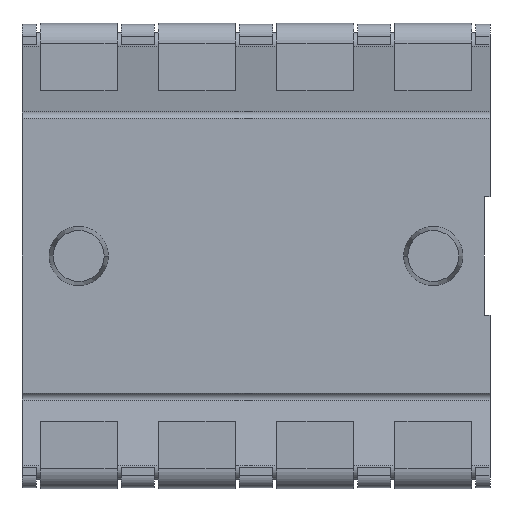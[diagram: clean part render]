
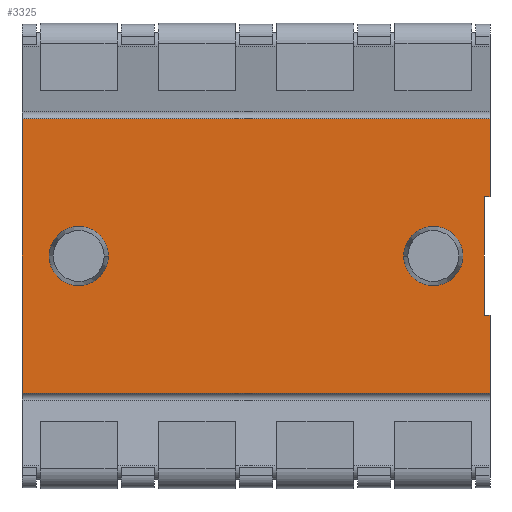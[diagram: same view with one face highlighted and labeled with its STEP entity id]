
A CAD part, front view. The second image highlights one B-rep face of the part: STEP entity #3325.
In plain terms, the highlighted planar face has unit normal (0, -1, 0).
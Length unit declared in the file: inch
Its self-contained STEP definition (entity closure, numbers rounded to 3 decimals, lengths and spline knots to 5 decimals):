
#2=DIRECTION('',(1.,0.,0.));
#3=VECTOR('',#2,0.005);
#4=CARTESIAN_POINT('',(0.193,-0.043,-0.05));
#5=LINE('',#4,#3);
#6=DIRECTION('',(-1.,0.,0.));
#7=VECTOR('',#6,0.396);
#8=CARTESIAN_POINT('',(0.198,-0.043,-0.116));
#9=LINE('',#8,#7);
#10=DIRECTION('',(0.,0.,1.));
#11=VECTOR('',#10,0.232);
#12=CARTESIAN_POINT('',(-0.198,-0.043,-0.116));
#13=LINE('',#12,#11);
#14=DIRECTION('',(0.,0.,-1.));
#15=VECTOR('',#14,0.1);
#16=CARTESIAN_POINT('',(0.193,-0.043,0.05));
#17=LINE('',#16,#15);
#18=CARTESIAN_POINT('',(-0.15,-0.043,0.));
#19=DIRECTION('',(0.,-1.,0.));
#20=DIRECTION('',(-1.,0.,0.));
#21=AXIS2_PLACEMENT_3D('',#18,#19,#20);
#23=CARTESIAN_POINT('',(-0.15,-0.043,0.));
#24=DIRECTION('',(0.,-1.,0.));
#25=DIRECTION('',(1.,0.,0.));
#26=AXIS2_PLACEMENT_3D('',#23,#24,#25);
#28=CARTESIAN_POINT('',(0.15,-0.043,0.));
#29=DIRECTION('',(0.,-1.,0.));
#30=DIRECTION('',(-1.,0.,0.));
#31=AXIS2_PLACEMENT_3D('',#28,#29,#30);
#33=CARTESIAN_POINT('',(0.15,-0.043,0.));
#34=DIRECTION('',(0.,-1.,0.));
#35=DIRECTION('',(1.,0.,0.));
#36=AXIS2_PLACEMENT_3D('',#33,#34,#35);
#58=DIRECTION('',(1.,0.,0.));
#59=VECTOR('',#58,0.005);
#60=CARTESIAN_POINT('',(0.193,-0.043,0.05));
#61=LINE('',#60,#59);
#66=DIRECTION('',(0.,0.,1.));
#67=VECTOR('',#66,0.066);
#68=CARTESIAN_POINT('',(0.198,-0.043,0.05));
#69=LINE('',#68,#67);
#102=DIRECTION('',(-1.,0.,0.));
#103=VECTOR('',#102,0.396);
#104=CARTESIAN_POINT('',(0.198,-0.043,0.116));
#105=LINE('',#104,#103);
#214=DIRECTION('',(0.,0.,1.));
#215=VECTOR('',#214,0.066);
#216=CARTESIAN_POINT('',(0.198,-0.043,-0.116));
#217=LINE('',#216,#215);
#2578=CARTESIAN_POINT('',(0.193,-0.043,-0.05));
#2579=CARTESIAN_POINT('',(0.198,-0.043,-0.05));
#2580=VERTEX_POINT('',#2578);
#2581=VERTEX_POINT('',#2579);
#2582=CARTESIAN_POINT('',(0.198,-0.043,-0.116));
#2583=VERTEX_POINT('',#2582);
#2584=CARTESIAN_POINT('',(-0.198,-0.043,-0.116));
#2585=VERTEX_POINT('',#2584);
#2586=CARTESIAN_POINT('',(-0.198,-0.043,0.116));
#2587=VERTEX_POINT('',#2586);
#2588=CARTESIAN_POINT('',(0.198,-0.043,0.116));
#2589=VERTEX_POINT('',#2588);
#2590=CARTESIAN_POINT('',(0.198,-0.043,0.05));
#2591=VERTEX_POINT('',#2590);
#2592=CARTESIAN_POINT('',(0.193,-0.043,0.05));
#2593=VERTEX_POINT('',#2592);
#2594=CARTESIAN_POINT('',(-0.175,-0.043,0.));
#2595=CARTESIAN_POINT('',(-0.125,-0.043,0.));
#2596=VERTEX_POINT('',#2594);
#2597=VERTEX_POINT('',#2595);
#2598=CARTESIAN_POINT('',(0.125,-0.043,0.));
#2599=CARTESIAN_POINT('',(0.175,-0.043,0.));
#2600=VERTEX_POINT('',#2598);
#2601=VERTEX_POINT('',#2599);
#3290=CARTESIAN_POINT('',(0.,-0.043,0.));
#3291=DIRECTION('',(0.,1.,0.));
#3292=DIRECTION('',(0.,0.,-1.));
#3293=AXIS2_PLACEMENT_3D('',#3290,#3291,#3292);
#3294=PLANE('',#3293);
#3296=ORIENTED_EDGE('',*,*,#3295,.T.);
#3298=ORIENTED_EDGE('',*,*,#3297,.F.);
#3300=ORIENTED_EDGE('',*,*,#3299,.T.);
#3302=ORIENTED_EDGE('',*,*,#3301,.T.);
#3304=ORIENTED_EDGE('',*,*,#3303,.F.);
#3306=ORIENTED_EDGE('',*,*,#3305,.F.);
#3308=ORIENTED_EDGE('',*,*,#3307,.F.);
#3310=ORIENTED_EDGE('',*,*,#3309,.T.);
#3311=EDGE_LOOP('',(#3296,#3298,#3300,#3302,#3304,#3306,#3308,#3310));
#3312=FACE_OUTER_BOUND('',#3311,.F.);
#3314=ORIENTED_EDGE('',*,*,#3313,.T.);
#3316=ORIENTED_EDGE('',*,*,#3315,.T.);
#3317=EDGE_LOOP('',(#3314,#3316));
#3318=FACE_BOUND('',#3317,.F.);
#3320=ORIENTED_EDGE('',*,*,#3319,.T.);
#3322=ORIENTED_EDGE('',*,*,#3321,.T.);
#3323=EDGE_LOOP('',(#3320,#3322));
#3324=FACE_BOUND('',#3323,.F.);
#3325=ADVANCED_FACE('',(#3312,#3318,#3324),#3294,.F.);
#22=CIRCLE('',#21,0.025);
#27=CIRCLE('',#26,0.025);
#32=CIRCLE('',#31,0.025);
#37=CIRCLE('',#36,0.025);
#3295=EDGE_CURVE('',#2580,#2581,#5,.T.);
#3297=EDGE_CURVE('',#2583,#2581,#217,.T.);
#3299=EDGE_CURVE('',#2583,#2585,#9,.T.);
#3301=EDGE_CURVE('',#2585,#2587,#13,.T.);
#3303=EDGE_CURVE('',#2589,#2587,#105,.T.);
#3305=EDGE_CURVE('',#2591,#2589,#69,.T.);
#3307=EDGE_CURVE('',#2593,#2591,#61,.T.);
#3309=EDGE_CURVE('',#2593,#2580,#17,.T.);
#3313=EDGE_CURVE('',#2596,#2597,#22,.T.);
#3315=EDGE_CURVE('',#2597,#2596,#27,.T.);
#3319=EDGE_CURVE('',#2600,#2601,#32,.T.);
#3321=EDGE_CURVE('',#2601,#2600,#37,.T.);
